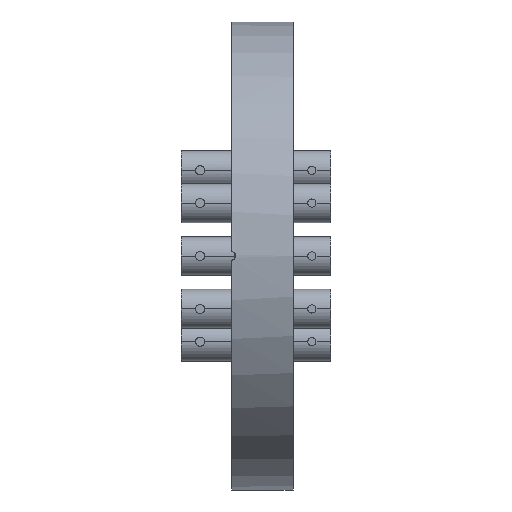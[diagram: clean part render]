
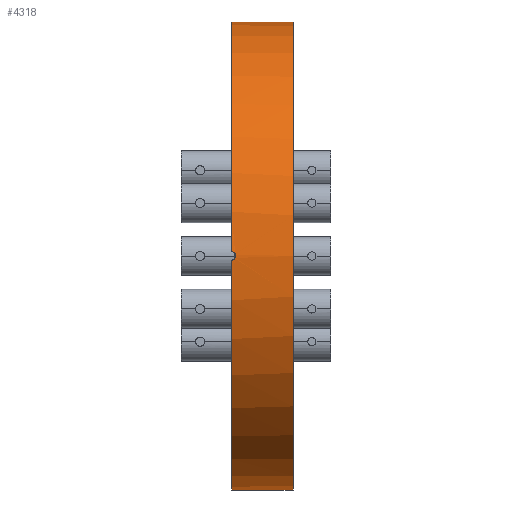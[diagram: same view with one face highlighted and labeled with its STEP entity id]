
A CAD part, left-side view. The second image highlights one B-rep face of the part: STEP entity #4318.
In plain terms, the highlighted cylindrical face has radius 57.15 mm (diameter 114.3 mm), a partial arc.
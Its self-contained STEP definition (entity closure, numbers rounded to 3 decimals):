
#125 = CIRCLE ( 'NONE', #570, 57.15 ) ;
#222 = VERTEX_POINT ( 'NONE', #1900 ) ;
#289 = EDGE_CURVE ( 'NONE', #222, #875, #1842, .T. ) ;
#358 = CARTESIAN_POINT ( 'NONE',  ( -57.142, -0.262, 0.974 ) ) ;
#378 = CARTESIAN_POINT ( 'NONE',  ( -57.15, -1., 0.131 ) ) ;
#387 = CARTESIAN_POINT ( 'NONE',  ( 0., -15., 0. ) ) ;
#388 = B_SPLINE_CURVE_WITH_KNOTS ( 'NONE', 3,
 ( #1047, #4246, #358, #2096, #2805, #2831, #4194, #3147, #378, #2898, #4281, #429, #4259, #3847, #3209, #4537 ),
 .UNSPECIFIED., .F., .F.,
 ( 4, 2, 2, 2, 2, 2, 2, 4 ),
 ( 0., 0., 0.001, 0.001, 0.002, 0.002, 0.002, 0.003 ),
 .UNSPECIFIED. ) ;
#421 = CARTESIAN_POINT ( 'NONE',  ( 0., -15., -57.15 ) ) ;
#429 = CARTESIAN_POINT ( 'NONE',  ( -57.148, -0.874, -0.503 ) ) ;
#458 = DIRECTION ( 'NONE',  ( 0., 1., 0. ) ) ;
#460 = CARTESIAN_POINT ( 'NONE',  ( 0., 0., 0. ) ) ;
#540 = DIRECTION ( 'NONE',  ( 0., 1., 0. ) ) ;
#570 = AXIS2_PLACEMENT_3D ( 'NONE', #3712, #4363, #886 ) ;
#875 = VERTEX_POINT ( 'NONE', #3379 ) ;
#886 = DIRECTION ( 'NONE',  ( 0., 0., 1. ) ) ;
#1019 = CIRCLE ( 'NONE', #1092, 57.15 ) ;
#1047 = CARTESIAN_POINT ( 'NONE',  ( -57.141, 0., 1. ) ) ;
#1092 = AXIS2_PLACEMENT_3D ( 'NONE', #460, #2159, #1867 ) ;
#1100 = EDGE_CURVE ( 'NONE', #1154, #1554, #125, .T. ) ;
#1154 = VERTEX_POINT ( 'NONE', #1977 ) ;
#1237 = DIRECTION ( 'NONE',  ( 0., 0., 1. ) ) ;
#1358 = AXIS2_PLACEMENT_3D ( 'NONE', #2303, #4412, #1237 ) ;
#1533 = VECTOR ( 'NONE', #3238, 1000. ) ;
#1554 = VERTEX_POINT ( 'NONE', #4199 ) ;
#1626 = FACE_OUTER_BOUND ( 'NONE', #3422, .T. ) ;
#1842 = LINE ( 'NONE', #421, #1533 ) ;
#1867 = DIRECTION ( 'NONE',  ( 0., 0., 1. ) ) ;
#1900 = CARTESIAN_POINT ( 'NONE',  ( 0., -15., -57.15 ) ) ;
#1901 = CARTESIAN_POINT ( 'NONE',  ( 0., -15., 57.15 ) ) ;
#1977 = CARTESIAN_POINT ( 'NONE',  ( -57.141, 0., 1. ) ) ;
#2096 = CARTESIAN_POINT ( 'NONE',  ( -57.143, -0.504, 0.874 ) ) ;
#2159 = DIRECTION ( 'NONE',  ( 0., 1., 0. ) ) ;
#2303 = CARTESIAN_POINT ( 'NONE',  ( 0., -15., 0. ) ) ;
#2313 = EDGE_CURVE ( 'NONE', #222, #4121, #2844, .T. ) ;
#2529 = EDGE_CURVE ( 'NONE', #1154, #4395, #388, .T. ) ;
#2568 = DIRECTION ( 'NONE',  ( 0., 0., 1. ) ) ;
#2654 = ORIENTED_EDGE ( 'NONE', *, *, #2789, .F. ) ;
#2789 = EDGE_CURVE ( 'NONE', #875, #4395, #1019, .T. ) ;
#2805 = CARTESIAN_POINT ( 'NONE',  ( -57.144, -0.615, 0.799 ) ) ;
#2815 = VECTOR ( 'NONE', #540, 1000. ) ;
#2831 = CARTESIAN_POINT ( 'NONE',  ( -57.147, -0.799, 0.615 ) ) ;
#2844 = CIRCLE ( 'NONE', #3262, 57.15 ) ;
#2891 = ORIENTED_EDGE ( 'NONE', *, *, #1100, .F. ) ;
#2898 = CARTESIAN_POINT ( 'NONE',  ( -57.15, -1., -0.13 ) ) ;
#3009 = CYLINDRICAL_SURFACE ( 'NONE', #1358, 57.15 ) ;
#3132 = EDGE_CURVE ( 'NONE', #4121, #1554, #3654, .T. ) ;
#3147 = CARTESIAN_POINT ( 'NONE',  ( -57.15, -0.974, 0.263 ) ) ;
#3209 = CARTESIAN_POINT ( 'NONE',  ( -57.141, -0.264, -1. ) ) ;
#3238 = DIRECTION ( 'NONE',  ( 0., 1., 0. ) ) ;
#3262 = AXIS2_PLACEMENT_3D ( 'NONE', #387, #458, #2568 ) ;
#3379 = CARTESIAN_POINT ( 'NONE',  ( 0., 0., -57.15 ) ) ;
#3422 = EDGE_LOOP ( 'NONE', ( #4458, #4354, #3853, #2891, #4179, #2654 ) ) ;
#3439 = CARTESIAN_POINT ( 'NONE',  ( 0., -15., 57.15 ) ) ;
#3654 = LINE ( 'NONE', #1901, #2815 ) ;
#3712 = CARTESIAN_POINT ( 'NONE',  ( 0., 0., 0. ) ) ;
#3847 = CARTESIAN_POINT ( 'NONE',  ( -57.143, -0.521, -0.893 ) ) ;
#3853 = ORIENTED_EDGE ( 'NONE', *, *, #3132, .T. ) ;
#4121 = VERTEX_POINT ( 'NONE', #3439 ) ;
#4167 = CARTESIAN_POINT ( 'NONE',  ( -57.141, 0., -1. ) ) ;
#4179 = ORIENTED_EDGE ( 'NONE', *, *, #2529, .T. ) ;
#4194 = CARTESIAN_POINT ( 'NONE',  ( -57.148, -0.874, 0.503 ) ) ;
#4199 = CARTESIAN_POINT ( 'NONE',  ( 0., 0., 57.15 ) ) ;
#4246 = CARTESIAN_POINT ( 'NONE',  ( -57.141, -0.132, 1. ) ) ;
#4259 = CARTESIAN_POINT ( 'NONE',  ( -57.147, -0.801, -0.613 ) ) ;
#4281 = CARTESIAN_POINT ( 'NONE',  ( -57.15, -0.974, -0.261 ) ) ;
#4318 = ADVANCED_FACE ( 'NONE', ( #1626 ), #3009, .T. ) ;
#4354 = ORIENTED_EDGE ( 'NONE', *, *, #2313, .T. ) ;
#4363 = DIRECTION ( 'NONE',  ( 0., 1., 0. ) ) ;
#4395 = VERTEX_POINT ( 'NONE', #4167 ) ;
#4412 = DIRECTION ( 'NONE',  ( 0., 1., 0. ) ) ;
#4458 = ORIENTED_EDGE ( 'NONE', *, *, #289, .F. ) ;
#4537 = CARTESIAN_POINT ( 'NONE',  ( -57.141, 0., -1. ) ) ;
